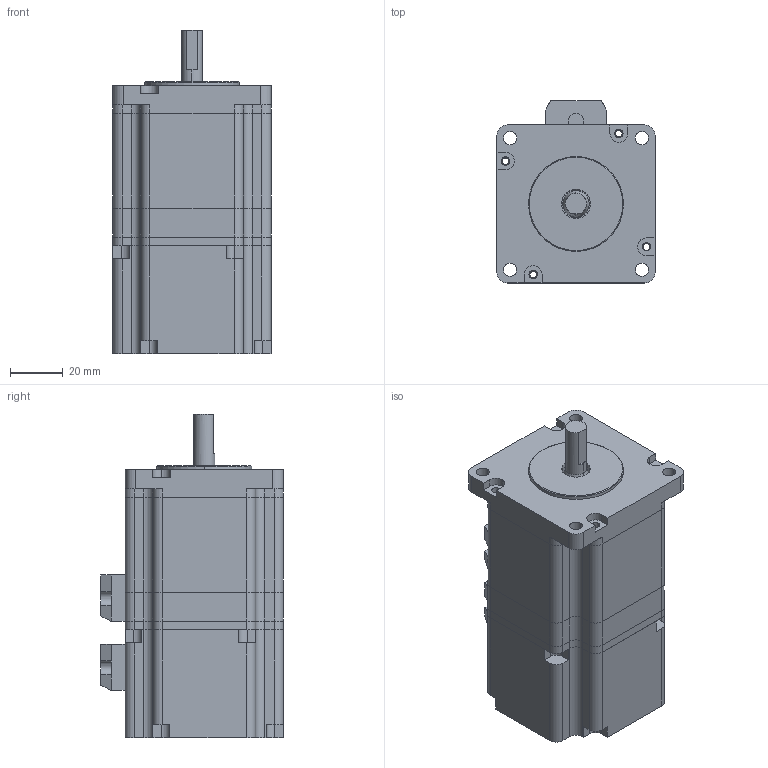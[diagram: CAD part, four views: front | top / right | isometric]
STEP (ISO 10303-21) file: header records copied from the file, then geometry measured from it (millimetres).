
FILE_DESCRIPTION (( 'STEP AP214' ), '1' );
FILE_NAME ('60AM21-Z2£¨60HS58-D0821-BZ£©.STEP', '2024-07-29T01:18:02', ( '' ), ( '' ), 'SwSTEP 2.0', 'SolidWorks 2023', '' );
FILE_SCHEMA (( 'AUTOMOTIVE_DESIGN' ));
Length unit declared in the file: millimetre
Products named in the file (10): 刹车盘; 60DG-A-003DY; 60定子; 60刹车; 60DG-B-006DY; 57单孔压线盖; 60HS58-Z8D30.5-004; 60DG-C-004DY; 57单孔压线盖 - 副本; 60AM21-Z2（60HS58-D0821-BZ）
Assembly tree (9 placements, depth 2):
  60AM21-Z2（60HS58-D0821-BZ）
    60DG-B-006DY
    60DG-C-004DY
    60定子
    60刹车
    刹车盘
    57单孔压线盖
    57单孔压线盖 - 副本
    60DG-A-003DY
    60HS58-Z8D30.5-004
Bounding box: 60 x 69.3 x 122.77 mm (x, y, z)
Volume: 232197.8 mm3; surface area: 92956.4 mm2
Topology: 9 solids, 9 shells, 523 faces, 1411 edges, 922 vertices
Faces by surface type: cylinder 248, plane 225, cone 46, bspline 4
Entity records: 18307 total; most frequent: CARTESIAN_POINT 4197, DIRECTION 2993, ORIENTED_EDGE 2822, EDGE_CURVE 1411, AXIS2_PLACEMENT_3D 1077, VERTEX_POINT 922, LINE 839, VECTOR 839
